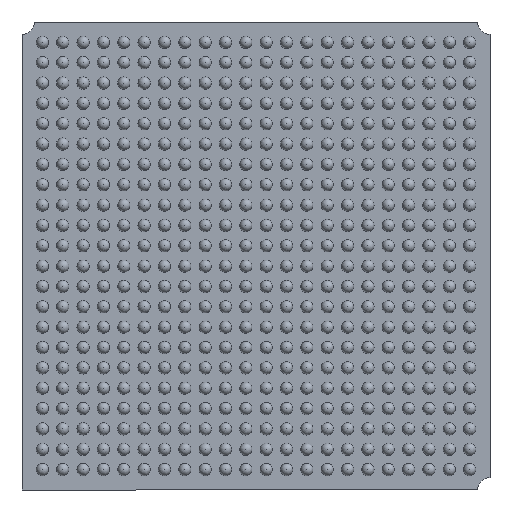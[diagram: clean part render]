
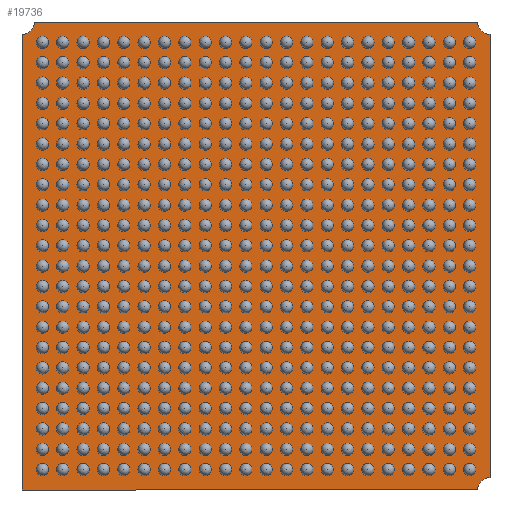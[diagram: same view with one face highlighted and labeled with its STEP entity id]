
A CAD part, front view. The second image highlights one B-rep face of the part: STEP entity #19736.
In plain terms, the highlighted planar face has unit normal (0, -1, 0).
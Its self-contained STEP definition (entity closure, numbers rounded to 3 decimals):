
#832 = ORIENTED_EDGE ( 'NONE', *, *, #1009, .T. ) ;
#1006 = VERTEX_POINT ( 'NONE', #39984 ) ;
#1009 = EDGE_CURVE ( 'NONE', #40552, #15879, #19722, .T. ) ;
#2629 = FACE_OUTER_BOUND ( 'NONE', #9584, .T. ) ;
#2806 = CIRCLE ( 'NONE', #36470, 0.6 ) ;
#3316 = DIRECTION ( 'NONE',  ( 1., 0., 0. ) ) ;
#3461 = EDGE_CURVE ( 'NONE', #1006, #16343, #13056, .T. ) ;
#3548 = CARTESIAN_POINT ( 'NONE',  ( 11.5, 0.4, -10.9 ) ) ;
#3717 = LINE ( 'NONE', #37923, #10141 ) ;
#5630 = DIRECTION ( 'NONE',  ( -1., 0., 0. ) ) ;
#7692 = CARTESIAN_POINT ( 'NONE',  ( -10.9, 0.4, 11.5 ) ) ;
#8836 = CARTESIAN_POINT ( 'NONE',  ( 11.5, 0.4, 10.9 ) ) ;
#9584 = EDGE_LOOP ( 'NONE', ( #31358, #31670, #33262, #832, #35693, #39113, #25758 ) ) ;
#10141 = VECTOR ( 'NONE', #19082, 1000. ) ;
#10927 = CARTESIAN_POINT ( 'NONE',  ( 10.9, 0.4, -11.5 ) ) ;
#11865 = CARTESIAN_POINT ( 'NONE',  ( -11.5, 0.4, 11.5 ) ) ;
#12245 = DIRECTION ( 'NONE',  ( -1., 0., 0. ) ) ;
#13056 = LINE ( 'NONE', #15077, #35775 ) ;
#14425 = LINE ( 'NONE', #26657, #32161 ) ;
#15077 = CARTESIAN_POINT ( 'NONE',  ( -11.5, 0.4, -11.5 ) ) ;
#15285 = CARTESIAN_POINT ( 'NONE',  ( 0., 0.4, 0. ) ) ;
#15879 = VERTEX_POINT ( 'NONE', #24985 ) ;
#16282 = AXIS2_PLACEMENT_3D ( 'NONE', #15285, #36930, #12245 ) ;
#16343 = VERTEX_POINT ( 'NONE', #10927 ) ;
#16987 = VERTEX_POINT ( 'NONE', #27612 ) ;
#18203 = DIRECTION ( 'NONE',  ( -1., 0., 0. ) ) ;
#18236 = DIRECTION ( 'NONE',  ( 0., 1., 0. ) ) ;
#18248 = DIRECTION ( 'NONE',  ( -1., 0., 0. ) ) ;
#18328 = VERTEX_POINT ( 'NONE', #7692 ) ;
#19082 = DIRECTION ( 'NONE',  ( 0., 0., -1. ) ) ;
#19255 = CIRCLE ( 'NONE', #25801, 0.6 ) ;
#19722 = CIRCLE ( 'NONE', #34414, 0.6 ) ;
#19736 = ADVANCED_FACE ( 'NONE', ( #2629 ), #40477, .F. ) ;
#20234 = EDGE_CURVE ( 'NONE', #18328, #15879, #33175, .T. ) ;
#23987 = CARTESIAN_POINT ( 'NONE',  ( -11.5, 0.4, 11.5 ) ) ;
#24354 = CARTESIAN_POINT ( 'NONE',  ( 11.5, 0.4, 11.5 ) ) ;
#24613 = EDGE_CURVE ( 'NONE', #16343, #35049, #2806, .T. ) ;
#24985 = CARTESIAN_POINT ( 'NONE',  ( 10.9, 0.4, 11.5 ) ) ;
#25758 = ORIENTED_EDGE ( 'NONE', *, *, #29731, .T. ) ;
#25801 = AXIS2_PLACEMENT_3D ( 'NONE', #11865, #36825, #18203 ) ;
#26657 = CARTESIAN_POINT ( 'NONE',  ( -11.5, 0.4, 11.5 ) ) ;
#26925 = DIRECTION ( 'NONE',  ( 0., 0., -1. ) ) ;
#27119 = EDGE_CURVE ( 'NONE', #18328, #16987, #19255, .T. ) ;
#27301 = DIRECTION ( 'NONE',  ( 1., 0., 0. ) ) ;
#27612 = CARTESIAN_POINT ( 'NONE',  ( -11.5, 0.4, 10.9 ) ) ;
#29731 = EDGE_CURVE ( 'NONE', #16987, #1006, #14425, .T. ) ;
#31358 = ORIENTED_EDGE ( 'NONE', *, *, #3461, .T. ) ;
#31670 = ORIENTED_EDGE ( 'NONE', *, *, #24613, .T. ) ;
#32161 = VECTOR ( 'NONE', #26925, 1000. ) ;
#32201 = VECTOR ( 'NONE', #27301, 1000. ) ;
#33175 = LINE ( 'NONE', #23987, #32201 ) ;
#33262 = ORIENTED_EDGE ( 'NONE', *, *, #38239, .F. ) ;
#33799 = CARTESIAN_POINT ( 'NONE',  ( 11.5, 0.4, -11.5 ) ) ;
#34414 = AXIS2_PLACEMENT_3D ( 'NONE', #24354, #18236, #5630 ) ;
#35049 = VERTEX_POINT ( 'NONE', #3548 ) ;
#35693 = ORIENTED_EDGE ( 'NONE', *, *, #20234, .F. ) ;
#35775 = VECTOR ( 'NONE', #3316, 1000. ) ;
#36470 = AXIS2_PLACEMENT_3D ( 'NONE', #33799, #37120, #18248 ) ;
#36825 = DIRECTION ( 'NONE',  ( 0., 1., 0. ) ) ;
#36930 = DIRECTION ( 'NONE',  ( 0., 1., 0. ) ) ;
#37120 = DIRECTION ( 'NONE',  ( 0., 1., 0. ) ) ;
#37923 = CARTESIAN_POINT ( 'NONE',  ( 11.5, 0.4, 11.5 ) ) ;
#38239 = EDGE_CURVE ( 'NONE', #40552, #35049, #3717, .T. ) ;
#39113 = ORIENTED_EDGE ( 'NONE', *, *, #27119, .T. ) ;
#39984 = CARTESIAN_POINT ( 'NONE',  ( -11.5, 0.4, -11.5 ) ) ;
#40477 = PLANE ( 'NONE',  #16282 ) ;
#40552 = VERTEX_POINT ( 'NONE', #8836 ) ;
